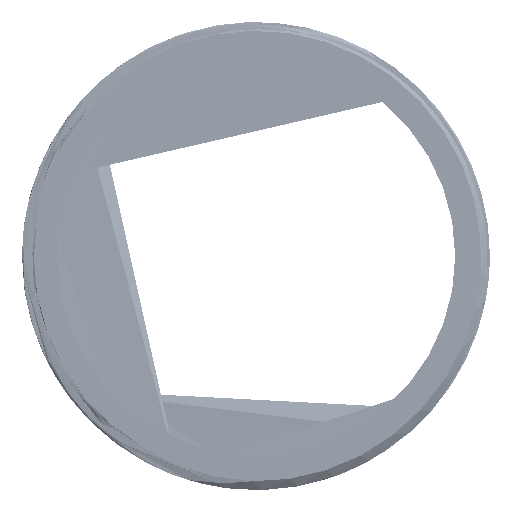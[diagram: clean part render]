
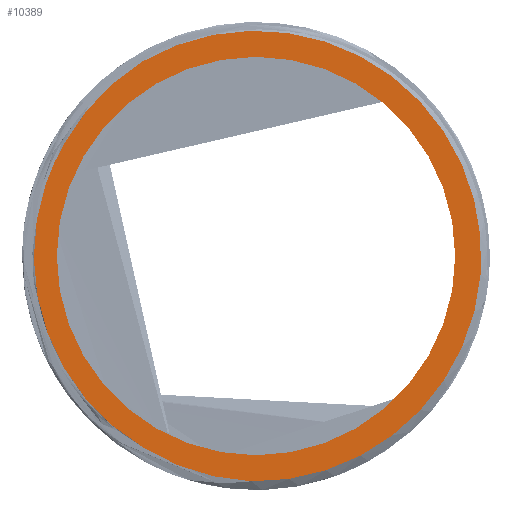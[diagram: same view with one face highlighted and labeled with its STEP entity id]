
A CAD part, left-side view. The second image highlights one B-rep face of the part: STEP entity #10389.
In plain terms, the highlighted planar face has unit normal (-1, 0, 0).
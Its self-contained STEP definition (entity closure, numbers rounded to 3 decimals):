
#319 = FACE_OUTER_BOUND ( 'NONE', #35408, .T. ) ;
#351 = EDGE_CURVE ( 'NONE', #12336, #12955, #28371, .T. ) ;
#468 = CARTESIAN_POINT ( 'NONE',  ( -15., 12.467, -2.81 ) ) ;
#633 = CARTESIAN_POINT ( 'NONE',  ( -15., 6.984, 10.901 ) ) ;
#647 = VERTEX_POINT ( 'NONE', #16569 ) ;
#858 = CARTESIAN_POINT ( 'NONE',  ( -15., 11.01, 6.476 ) ) ;
#1049 = CARTESIAN_POINT ( 'NONE',  ( -15., 7.187, -10.593 ) ) ;
#1222 = CARTESIAN_POINT ( 'NONE',  ( -15., 10.444, 7.423 ) ) ;
#1891 = DIRECTION ( 'NONE',  ( 0., -1., 0. ) ) ;
#1903 = B_SPLINE_CURVE_WITH_KNOTS ( 'NONE', 3,
 ( #18213, #1049, #27321, #32904, #6268, #24405, #27124, #6460, #15343, #30399, #24795, #468, #3774, #13030, #4155, #33495, #36200, #9745, #29819, #3573, #27504, #858 ),
 .UNSPECIFIED., .F., .F.,
 ( 4, 2, 2, 2, 2, 2, 2, 2, 2, 2, 4 ),
 ( 0., 0.003, 0.005, 0.006, 0.008, 0.01, 0.011, 0.013, 0.015, 0.018, 0.02 ),
 .UNSPECIFIED. ) ;
#1922 = ORIENTED_EDGE ( 'NONE', *, *, #6370, .T. ) ;
#2047 = AXIS2_PLACEMENT_3D ( 'NONE', #16748, #28157, #1891 ) ;
#3573 = CARTESIAN_POINT ( 'NONE',  ( -15., 11.788, 4.991 ) ) ;
#3774 = CARTESIAN_POINT ( 'NONE',  ( -15., 12.553, -2.4 ) ) ;
#4052 = CARTESIAN_POINT ( 'NONE',  ( -15., 11.01, 6.476 ) ) ;
#4155 = CARTESIAN_POINT ( 'NONE',  ( -15., 12.728, -1.158 ) ) ;
#4987 = EDGE_LOOP ( 'NONE', ( #24065, #5535 ) ) ;
#5535 = ORIENTED_EDGE ( 'NONE', *, *, #351, .F. ) ;
#6161 = DIRECTION ( 'NONE',  ( -1., 0., 0. ) ) ;
#6186 = B_SPLINE_CURVE_WITH_KNOTS ( 'NONE', 3,
 ( #32871, #24764, #1222, #10102, #30176, #24564, #21878, #30750, #633, #24185 ),
 .UNSPECIFIED., .F., .F.,
 ( 4, 2, 2, 2, 4 ),
 ( 0., 0.002, 0.003, 0.005, 0.007 ),
 .UNSPECIFIED. ) ;
#6244 = VERTEX_POINT ( 'NONE', #4052 ) ;
#6268 = CARTESIAN_POINT ( 'NONE',  ( -15., 9.685, -8.371 ) ) ;
#6370 = EDGE_CURVE ( 'NONE', #647, #31594, #12518, .T. ) ;
#6460 = CARTESIAN_POINT ( 'NONE',  ( -15., 11.114, -6.31 ) ) ;
#8910 = CARTESIAN_POINT ( 'NONE',  ( -15., 1.359, -12.863 ) ) ;
#9007 = PLANE ( 'NONE',  #26906 ) ;
#9261 = AXIS2_PLACEMENT_3D ( 'NONE', #32611, #6161, #17929 ) ;
#9745 = CARTESIAN_POINT ( 'NONE',  ( -15., 12.536, 2.591 ) ) ;
#10102 = CARTESIAN_POINT ( 'NONE',  ( -15., 9.789, 8.312 ) ) ;
#10389 = ADVANCED_FACE ( 'NONE', ( #24260, #319 ), #9007, .F. ) ;
#12336 = VERTEX_POINT ( 'NONE', #23735 ) ;
#12518 = CIRCLE ( 'NONE', #2047, 12.95 ) ;
#12824 = EDGE_CURVE ( 'NONE', #24867, #6244, #1903, .T. ) ;
#12955 = VERTEX_POINT ( 'NONE', #31525 ) ;
#13030 = CARTESIAN_POINT ( 'NONE',  ( -15., 12.683, -1.573 ) ) ;
#13800 = B_SPLINE_CURVE_WITH_KNOTS ( 'NONE', 3,
 ( #34792, #20115, #8910, #17207, #38080, #34979, #20692, #23775, #26477, #35178 ),
 .UNSPECIFIED., .F., .F.,
 ( 4, 2, 2, 2, 4 ),
 ( 0.018, 0.02, 0.022, 0.023, 0.025 ),
 .UNSPECIFIED. ) ;
#14802 = CARTESIAN_POINT ( 'NONE',  ( -15., 11.45, 0. ) ) ;
#15343 = CARTESIAN_POINT ( 'NONE',  ( -15., 11.314, -5.943 ) ) ;
#15865 = EDGE_CURVE ( 'NONE', #12955, #12336, #25111, .T. ) ;
#16569 = CARTESIAN_POINT ( 'NONE',  ( -15., 0.262, -12.947 ) ) ;
#16748 = CARTESIAN_POINT ( 'NONE',  ( -15., 0., 0. ) ) ;
#17207 = CARTESIAN_POINT ( 'NONE',  ( -15., 2.442, -12.673 ) ) ;
#17531 = ORIENTED_EDGE ( 'NONE', *, *, #26265, .F. ) ;
#17929 = DIRECTION ( 'NONE',  ( 0., -1., 0. ) ) ;
#18213 = CARTESIAN_POINT ( 'NONE',  ( -15., 6.464, -11.017 ) ) ;
#20115 = CARTESIAN_POINT ( 'NONE',  ( -15., 0.811, -12.923 ) ) ;
#20692 = CARTESIAN_POINT ( 'NONE',  ( -15., 4.517, -12.026 ) ) ;
#21878 = CARTESIAN_POINT ( 'NONE',  ( -15., 8.282, 9.891 ) ) ;
#22043 = AXIS2_PLACEMENT_3D ( 'NONE', #25276, #34347, #33980 ) ;
#22220 = CARTESIAN_POINT ( 'NONE',  ( -15., 6.464, -11.017 ) ) ;
#23735 = CARTESIAN_POINT ( 'NONE',  ( -15., 11.45, 0. ) ) ;
#23775 = CARTESIAN_POINT ( 'NONE',  ( -15., 5.51, -11.571 ) ) ;
#24065 = ORIENTED_EDGE ( 'NONE', *, *, #15865, .F. ) ;
#24185 = CARTESIAN_POINT ( 'NONE',  ( -15., 6.516, 11.191 ) ) ;
#24260 = FACE_BOUND ( 'NONE', #4987, .T. ) ;
#24405 = CARTESIAN_POINT ( 'NONE',  ( -15., 10.442, -7.369 ) ) ;
#24564 = CARTESIAN_POINT ( 'NONE',  ( -15., 8.683, 9.521 ) ) ;
#24764 = CARTESIAN_POINT ( 'NONE',  ( -15., 10.742, 6.959 ) ) ;
#24795 = CARTESIAN_POINT ( 'NONE',  ( -15., 12.152, -4.023 ) ) ;
#24867 = VERTEX_POINT ( 'NONE', #22220 ) ;
#25111 = CIRCLE ( 'NONE', #22043, 11.45 ) ;
#25276 = CARTESIAN_POINT ( 'NONE',  ( -15., 0., 0. ) ) ;
#26265 = EDGE_CURVE ( 'NONE', #647, #24867, #13800, .T. ) ;
#26477 = CARTESIAN_POINT ( 'NONE',  ( -15., 5.997, -11.309 ) ) ;
#26582 = DIRECTION ( 'NONE',  ( 1., 0., 0. ) ) ;
#26780 = DIRECTION ( 'NONE',  ( 0., 1., 0. ) ) ;
#26825 = ORIENTED_EDGE ( 'NONE', *, *, #12824, .F. ) ;
#26906 = AXIS2_PLACEMENT_3D ( 'NONE', #14802, #26582, #26780 ) ;
#27124 = CARTESIAN_POINT ( 'NONE',  ( -15., 10.678, -7.022 ) ) ;
#27321 = CARTESIAN_POINT ( 'NONE',  ( -15., 7.864, -10.1 ) ) ;
#27504 = CARTESIAN_POINT ( 'NONE',  ( -15., 11.435, 5.753 ) ) ;
#27969 = CARTESIAN_POINT ( 'NONE',  ( -15., 6.516, 11.191 ) ) ;
#28157 = DIRECTION ( 'NONE',  ( -1., 0., 0. ) ) ;
#28371 = CIRCLE ( 'NONE', #9261, 11.45 ) ;
#29819 = CARTESIAN_POINT ( 'NONE',  ( -15., 12.338, 3.409 ) ) ;
#30176 = CARTESIAN_POINT ( 'NONE',  ( -15., 9.436, 8.732 ) ) ;
#30235 = ORIENTED_EDGE ( 'NONE', *, *, #37198, .F. ) ;
#30399 = CARTESIAN_POINT ( 'NONE',  ( -15., 11.861, -4.813 ) ) ;
#30750 = CARTESIAN_POINT ( 'NONE',  ( -15., 7.435, 10.58 ) ) ;
#31525 = CARTESIAN_POINT ( 'NONE',  ( -15., -11.45, 0. ) ) ;
#31594 = VERTEX_POINT ( 'NONE', #27969 ) ;
#32611 = CARTESIAN_POINT ( 'NONE',  ( -15., 0., 0. ) ) ;
#32871 = CARTESIAN_POINT ( 'NONE',  ( -15., 11.01, 6.476 ) ) ;
#32904 = CARTESIAN_POINT ( 'NONE',  ( -15., 9.112, -8.99 ) ) ;
#33495 = CARTESIAN_POINT ( 'NONE',  ( -15., 12.8, 0.093 ) ) ;
#33980 = DIRECTION ( 'NONE',  ( 0., -1., 0. ) ) ;
#34347 = DIRECTION ( 'NONE',  ( -1., 0., 0. ) ) ;
#34792 = CARTESIAN_POINT ( 'NONE',  ( -15., 0.262, -12.947 ) ) ;
#34979 = CARTESIAN_POINT ( 'NONE',  ( -15., 4.009, -12.221 ) ) ;
#35178 = CARTESIAN_POINT ( 'NONE',  ( -15., 6.464, -11.017 ) ) ;
#35408 = EDGE_LOOP ( 'NONE', ( #17531, #1922, #30235, #26825 ) ) ;
#36200 = CARTESIAN_POINT ( 'NONE',  ( -15., 12.766, 0.936 ) ) ;
#37198 = EDGE_CURVE ( 'NONE', #6244, #31594, #6186, .T. ) ;
#38080 = CARTESIAN_POINT ( 'NONE',  ( -15., 2.971, -12.544 ) ) ;
